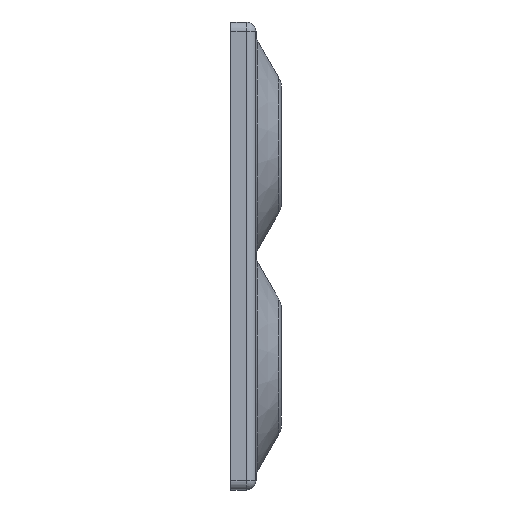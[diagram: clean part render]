
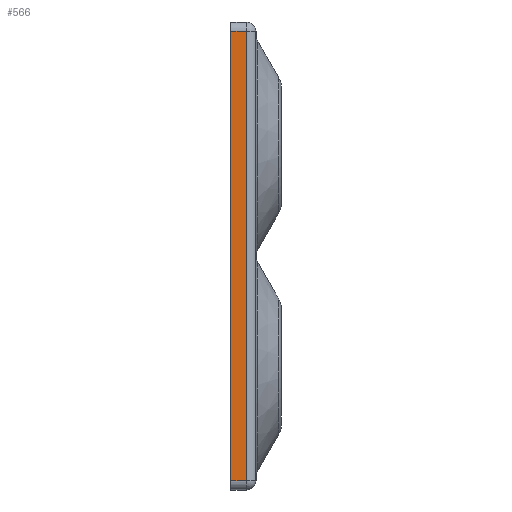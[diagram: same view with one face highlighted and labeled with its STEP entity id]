
A CAD part, left-side view. The second image highlights one B-rep face of the part: STEP entity #566.
In plain terms, the highlighted planar face has unit normal (-1, 0, 0).
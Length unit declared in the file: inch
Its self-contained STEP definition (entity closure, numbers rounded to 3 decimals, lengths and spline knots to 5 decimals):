
#214 = EDGE_CURVE ( 'NONE', #1107, #2377, #2169, .T. ) ;
#269 = DIRECTION ( 'NONE',  ( 0., 0., 1. ) ) ;
#318 = DIRECTION ( 'NONE',  ( 0., -1., 0. ) ) ;
#353 = EDGE_CURVE ( 'NONE', #2596, #2692, #1634, .T. ) ;
#566 = ADVANCED_FACE ( 'NONE', ( #2599 ), #2911, .T. ) ;
#693 = VECTOR ( 'NONE', #3101, 39.37008 ) ;
#749 = CARTESIAN_POINT ( 'NONE',  ( -17.25, -39.14716, 8.875 ) ) ;
#869 = VECTOR ( 'NONE', #318, 39.37008 ) ;
#950 = CARTESIAN_POINT ( 'NONE',  ( -17.25, 1., 8.875 ) ) ;
#967 = DIRECTION ( 'NONE',  ( 0., 0., 1. ) ) ;
#1002 = ORIENTED_EDGE ( 'NONE', *, *, #353, .T. ) ;
#1084 = EDGE_CURVE ( 'NONE', #1107, #2692, #2311, .T. ) ;
#1107 = VERTEX_POINT ( 'NONE', #2007 ) ;
#1196 = EDGE_CURVE ( 'NONE', #2377, #2596, #1805, .T. ) ;
#1239 = EDGE_LOOP ( 'NONE', ( #1962, #3531, #3095, #1002 ) ) ;
#1435 = CARTESIAN_POINT ( 'NONE',  ( -17.25, 0.375, -9.25 ) ) ;
#1443 = DIRECTION ( 'NONE',  ( 0., 1., 0. ) ) ;
#1602 = CARTESIAN_POINT ( 'NONE',  ( -17.25, -39.14716, -9.25 ) ) ;
#1634 = LINE ( 'NONE', #749, #2291 ) ;
#1805 = LINE ( 'NONE', #1435, #693 ) ;
#1962 = ORIENTED_EDGE ( 'NONE', *, *, #1084, .F. ) ;
#1972 = CARTESIAN_POINT ( 'NONE',  ( -17.25, 1., -9.25 ) ) ;
#2007 = CARTESIAN_POINT ( 'NONE',  ( -17.25, 1., -8.875 ) ) ;
#2025 = CARTESIAN_POINT ( 'NONE',  ( -17.25, -39.14716, -8.875 ) ) ;
#2169 = LINE ( 'NONE', #2025, #869 ) ;
#2185 = CARTESIAN_POINT ( 'NONE',  ( -17.25, 0.375, 8.875 ) ) ;
#2291 = VECTOR ( 'NONE', #1443, 39.37008 ) ;
#2311 = LINE ( 'NONE', #1972, #2728 ) ;
#2377 = VERTEX_POINT ( 'NONE', #2694 ) ;
#2596 = VERTEX_POINT ( 'NONE', #2185 ) ;
#2599 = FACE_OUTER_BOUND ( 'NONE', #1239, .T. ) ;
#2692 = VERTEX_POINT ( 'NONE', #950 ) ;
#2694 = CARTESIAN_POINT ( 'NONE',  ( -17.25, 0.375, -8.875 ) ) ;
#2728 = VECTOR ( 'NONE', #269, 39.37008 ) ;
#2911 = PLANE ( 'NONE',  #3137 ) ;
#2985 = DIRECTION ( 'NONE',  ( -1., 0., 0. ) ) ;
#3095 = ORIENTED_EDGE ( 'NONE', *, *, #1196, .T. ) ;
#3101 = DIRECTION ( 'NONE',  ( 0., 0., 1. ) ) ;
#3137 = AXIS2_PLACEMENT_3D ( 'NONE', #1602, #2985, #967 ) ;
#3531 = ORIENTED_EDGE ( 'NONE', *, *, #214, .T. ) ;
